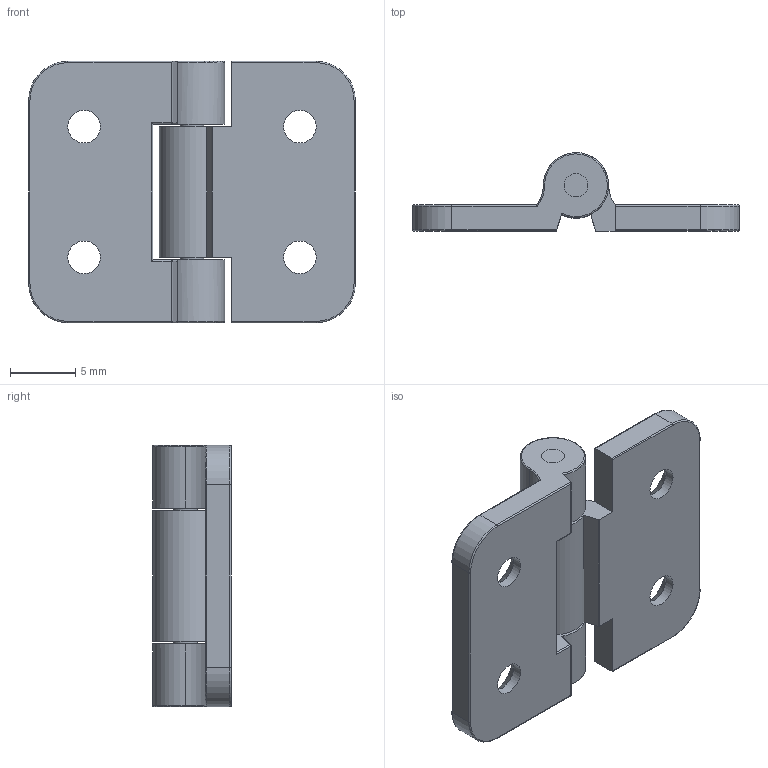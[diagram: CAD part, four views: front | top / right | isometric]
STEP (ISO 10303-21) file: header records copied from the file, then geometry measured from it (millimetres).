
FILE_DESCRIPTION(/* description */ (''),/* implementation_level */ '2;1');
FILE_NAME(/* name */ 'H-TC2025.stp',/* time_stamp */ '2025-12-18T16:04:20+09:00',/* author */ ('user'),/* organization */ (''),/* preprocessor_version */ 'ST-DEVELOPER v15.6',/* originating_system */ 'Autodesk Inventor 2015',/* authorisation */ '');
FILE_SCHEMA (('AUTOMOTIVE_DESIGN { 1 0 10303 214 3 1 1 }'));
Length unit declared in the file: millimetre
Products named in the file (4): 날개_1; 날개_2; 핀; H-TC2025
Bounding box: 25 x 6 x 20 mm (x, y, z)
Volume: 1128.8 mm3; surface area: 1624.7 mm2
Topology: 3 solids, 3 shells, 81 faces, 193 edges, 118 vertices
Faces by surface type: cylinder 40, plane 22, torus 12, cone 4, sphere 3
Full cylindrical faces by diameter (mm): 1.8 x4, 2.5 x4
Entity records: 2431 total; most frequent: CARTESIAN_POINT 457, DIRECTION 438, ORIENTED_EDGE 354, AXIS2_PLACEMENT_3D 181, EDGE_CURVE 177, VERTEX_POINT 114, EDGE_LOOP 107, CIRCLE 87
